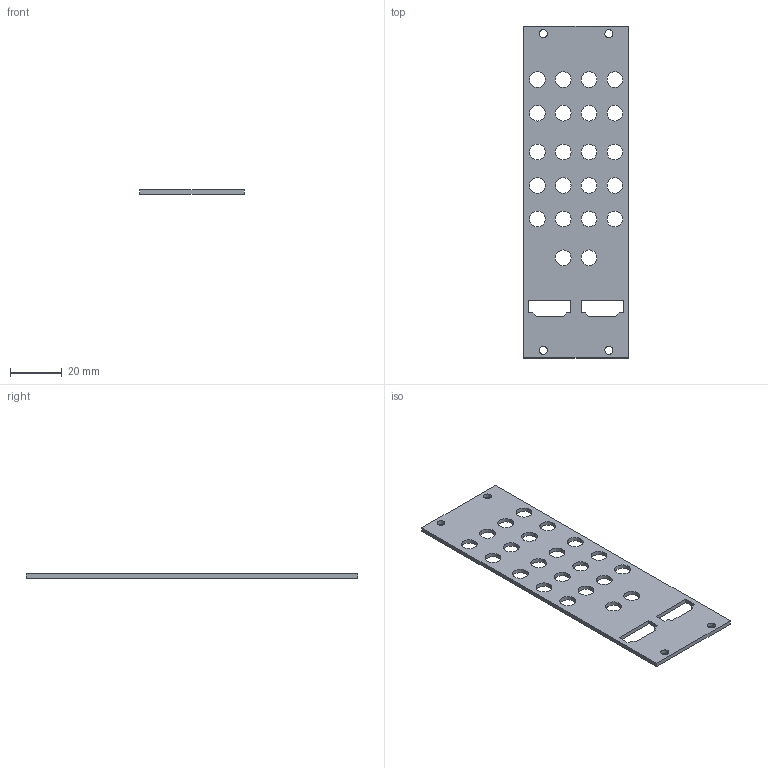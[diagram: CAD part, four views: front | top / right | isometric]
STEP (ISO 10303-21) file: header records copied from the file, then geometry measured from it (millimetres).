
FILE_DESCRIPTION(('KiCad electronic assembly'),'2;1');
FILE_NAME('keystep_expander_module_fp.step','2024-12-03T08:57:45',( 'Pcbnew'),('Kicad'),'Open CASCADE STEP processor 7.7', 'KiCad to STEP converter','Unknown');
FILE_SCHEMA(('AUTOMOTIVE_DESIGN { 1 0 10303 214 1 1 1 1 }'));
Length unit declared in the file: millimetre
Products named in the file (2): keystep_expander_module_fp 1; keystep_expander_module_fp PCB
Assembly tree (1 placements, depth 2):
  keystep_expander_module_fp 1
    keystep_expander_module_fp PCB
Bounding box: 40.3 x 128.5 x 1.6 mm (x, y, z)
Volume: 6896.2 mm3; surface area: 10037.5 mm2
Topology: 1 solids, 1 shells, 48 faces, 138 edges, 92 vertices
Faces by surface type: cylinder 26, plane 22
Full cylindrical faces by diameter (mm): 3.1 x4, 6.1 x22
Entity records: 3705 total; most frequent: CARTESIAN_POINT 868, DIRECTION 514, LINE 310, VECTOR 310, ORIENTED_EDGE 276, PCURVE 276, DEFINITIONAL_REPRESENTATION 276, EDGE_CURVE 138
